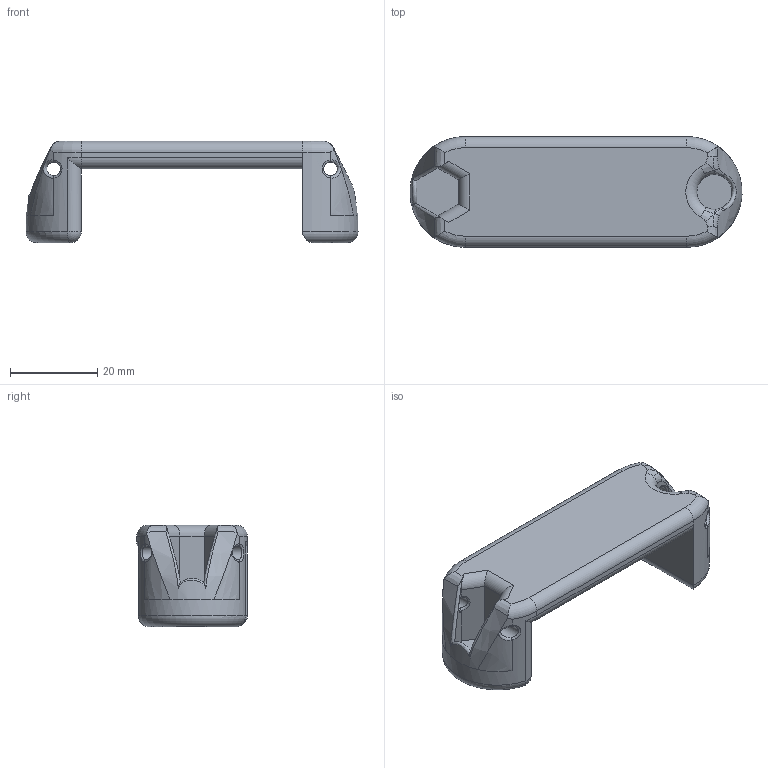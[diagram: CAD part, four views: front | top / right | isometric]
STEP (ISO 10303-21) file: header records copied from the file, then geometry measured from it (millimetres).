
FILE_DESCRIPTION(/* description */ (''),/* implementation_level */ '2;1');
FILE_NAME(/* name */ 'Basic Tube Mount Half.step',/* time_stamp */ '2023-07-01T04:25:34-04:00',/* author */ (''),/* organization */ (''),/* preprocessor_version */ 'ST-DEVELOPER v19.2',/* originating_system */ 'Autodesk Translation Framework v12.6.0.85',/* authorisation */ '');
FILE_SCHEMA (('AUTOMOTIVE_DESIGN { 1 0 10303 214 3 1 1 }'));
Length unit declared in the file: inch
Products named in the file (2): Basic Tube Mount Half; Basic Mount
Assembly tree (1 placements, depth 2):
  Basic Tube Mount Half
    Basic Mount
Bounding box: 76.19 x 25.4 x 23.28 mm (x, y, z)
Volume: 15752.4 mm3; surface area: 7233.3 mm2
Topology: 1 solids, 1 shells, 100 faces, 302 edges, 194 vertices
Faces by surface type: bspline 44, cylinder 21, plane 20, torus 12, sphere 3
Full cylindrical faces by diameter (mm): 3.175 x4, 5.029 x2, 8.026 x1
Entity records: 6890 total; most frequent: CARTESIAN_POINT 4475, ORIENTED_EDGE 596, DIRECTION 360, EDGE_CURVE 298, VERTEX_POINT 194, AXIS2_PLACEMENT_3D 146, B_SPLINE_CURVE_WITH_KNOTS 143, EDGE_LOOP 102
